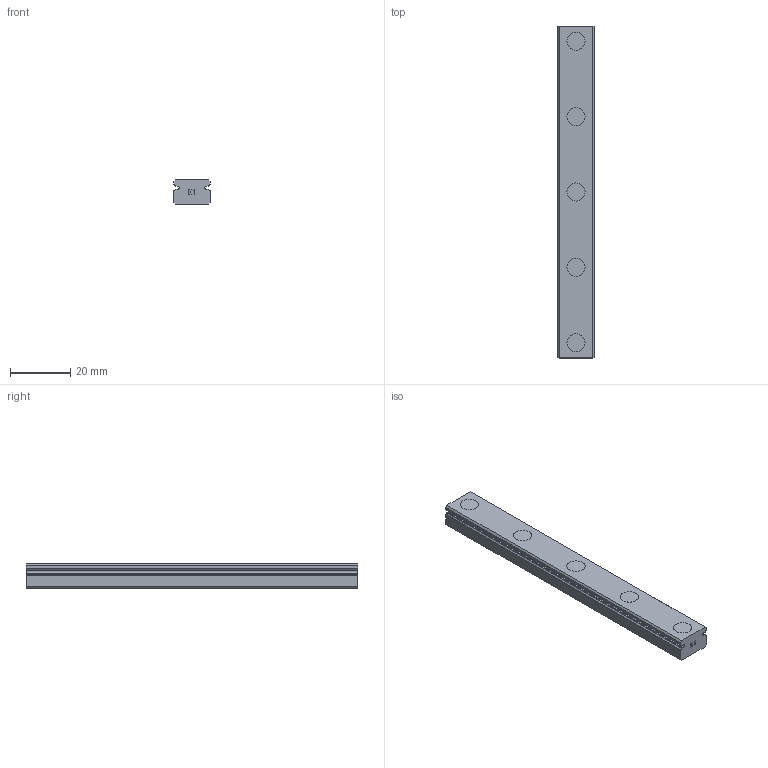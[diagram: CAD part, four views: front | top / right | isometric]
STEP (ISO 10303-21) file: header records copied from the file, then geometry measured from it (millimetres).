
FILE_DESCRIPTION(('STEP AP214'),'1');
FILE_NAME('cctmp_028798FB-55AA-43A4-86A3-2C1833FF88D8_2021_02_18_15_32_20_0271..stp','2021-02-18T14:32:20',('HIWIN GmbH'),('CADClick - www.CADClick.com'),'Spatial InterOp 3D',' ','unknown authorization');
FILE_SCHEMA(('AUTOMOTIVE_DESIGN'));
Length unit declared in the file: millimetre
Products named in the file (1): MGNR12R110CM_FILE
Bounding box: 12 x 110 x 8 mm (x, y, z)
Volume: 9333.1 mm3; surface area: 5731.5 mm2
Topology: 1 solids, 1 shells, 140 faces, 357 edges, 238 vertices
Faces by surface type: plane 94, cylinder 46
Entity records: 5377 total; most frequent: CARTESIAN_POINT 736, DIRECTION 731, ORIENTED_EDGE 714, EDGE_CURVE 357, LINE 265, VECTOR 265, VERTEX_POINT 238, AXIS2_PLACEMENT_3D 233
